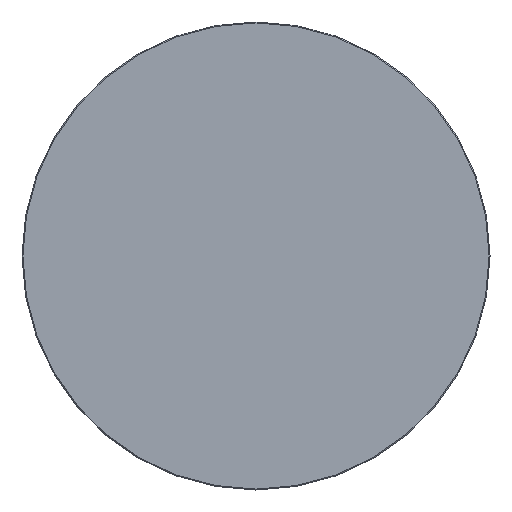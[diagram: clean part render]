
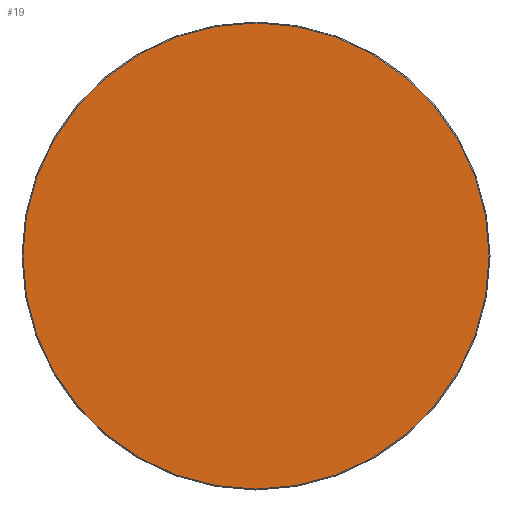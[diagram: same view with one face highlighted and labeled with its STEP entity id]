
A CAD part, left-side view. The second image highlights one B-rep face of the part: STEP entity #19.
In plain terms, the highlighted planar face has unit normal (-1, 0, 0).
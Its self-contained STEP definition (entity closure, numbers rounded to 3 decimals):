
#3 = DIRECTION ( 'NONE',  ( 0., 0., -1. ) ) ;
#19 = ADVANCED_FACE ( 'NONE', ( #145 ), #49, .F. ) ;
#26 = EDGE_CURVE ( 'NONE', #181, #36, #61, .T. ) ;
#36 = VERTEX_POINT ( 'NONE', #159 ) ;
#37 = DIRECTION ( 'NONE',  ( -1., 0., 0. ) ) ;
#41 = AXIS2_PLACEMENT_3D ( 'NONE', #111, #131, #91 ) ;
#49 = PLANE ( 'NONE',  #135 ) ;
#61 = CIRCLE ( 'NONE', #114, 12.45 ) ;
#91 = DIRECTION ( 'NONE',  ( 0., 0., -1. ) ) ;
#95 = DIRECTION ( 'NONE',  ( 1., 0., 0. ) ) ;
#111 = CARTESIAN_POINT ( 'NONE',  ( -2.5, 0., 0. ) ) ;
#114 = AXIS2_PLACEMENT_3D ( 'NONE', #200, #37, #158 ) ;
#131 = DIRECTION ( 'NONE',  ( -1., 0., 0. ) ) ;
#135 = AXIS2_PLACEMENT_3D ( 'NONE', #197, #95, #3 ) ;
#145 = FACE_OUTER_BOUND ( 'NONE', #154, .T. ) ;
#154 = EDGE_LOOP ( 'NONE', ( #172, #186 ) ) ;
#158 = DIRECTION ( 'NONE',  ( 0., 0., -1. ) ) ;
#159 = CARTESIAN_POINT ( 'NONE',  ( -2.5, 0., -12.45 ) ) ;
#170 = CARTESIAN_POINT ( 'NONE',  ( -2.5, 0., 12.45 ) ) ;
#172 = ORIENTED_EDGE ( 'NONE', *, *, #239, .T. ) ;
#181 = VERTEX_POINT ( 'NONE', #170 ) ;
#186 = ORIENTED_EDGE ( 'NONE', *, *, #26, .T. ) ;
#197 = CARTESIAN_POINT ( 'NONE',  ( -2.5, 0., 0. ) ) ;
#200 = CARTESIAN_POINT ( 'NONE',  ( -2.5, 0., 0. ) ) ;
#220 = CIRCLE ( 'NONE', #41, 12.45 ) ;
#239 = EDGE_CURVE ( 'NONE', #36, #181, #220, .T. ) ;
